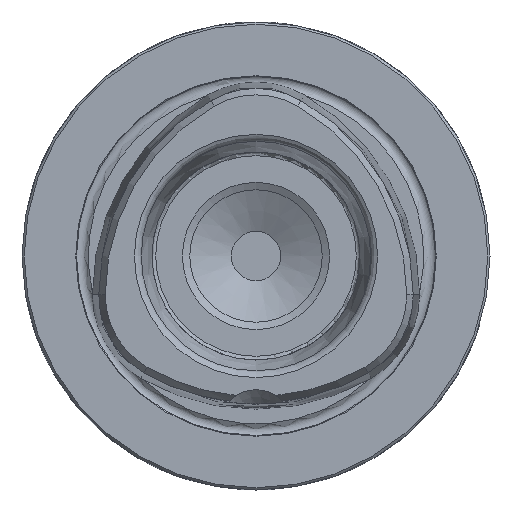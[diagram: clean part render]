
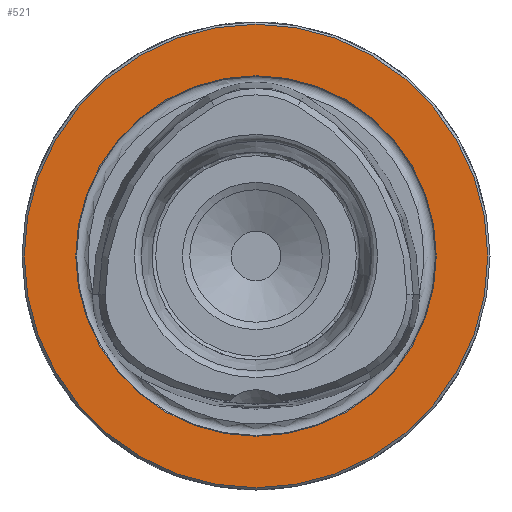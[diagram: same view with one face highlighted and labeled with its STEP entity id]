
A CAD part, left-side view. The second image highlights one B-rep face of the part: STEP entity #521.
In plain terms, the highlighted planar face has unit normal (-1, 0, 0).
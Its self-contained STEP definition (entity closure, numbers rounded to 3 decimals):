
#521 = ADVANCED_FACE( '', ( #1121, #1122 ), #1123, .T. );
#1121 = FACE_OUTER_BOUND( '', #1855, .T. );
#1122 = FACE_BOUND( '', #1856, .T. );
#1123 = PLANE( '', #1857 );
#1855 = EDGE_LOOP( '', ( #2899 ) );
#1856 = EDGE_LOOP( '', ( #2900 ) );
#1857 = AXIS2_PLACEMENT_3D( '', #2901, #2902, #2903 );
#2899 = ORIENTED_EDGE( '', *, *, #4168, .T. );
#2900 = ORIENTED_EDGE( '', *, *, #4169, .F. );
#2901 = CARTESIAN_POINT( '', ( 0., 0., 24.2 ) );
#2902 = DIRECTION( '', ( -1., 0., 0. ) );
#2903 = DIRECTION( '', ( 0., 0., 1. ) );
#4168 = EDGE_CURVE( '', #4941, #4941, #4942, .T. );
#4169 = EDGE_CURVE( '', #4943, #4943, #4944, .T. );
#4941 = VERTEX_POINT( '', #6221 );
#4942 = CIRCLE( '', #6222, 31.2 );
#4943 = VERTEX_POINT( '', #6223 );
#4944 = CIRCLE( '', #6224, 24.264 );
#6221 = CARTESIAN_POINT( '', ( 0., 0., 31.2 ) );
#6222 = AXIS2_PLACEMENT_3D( '', #7472, #7473, #7474 );
#6223 = CARTESIAN_POINT( '', ( 0., 0., 24.264 ) );
#6224 = AXIS2_PLACEMENT_3D( '', #7475, #7476, #7477 );
#7472 = CARTESIAN_POINT( '', ( 0., 0., 0. ) );
#7473 = DIRECTION( '', ( -1., 0., 0. ) );
#7474 = DIRECTION( '', ( 0., 0., 1. ) );
#7475 = CARTESIAN_POINT( '', ( 0., 0., 0. ) );
#7476 = DIRECTION( '', ( -1., 0., 0. ) );
#7477 = DIRECTION( '', ( 0., 0., 1. ) );
